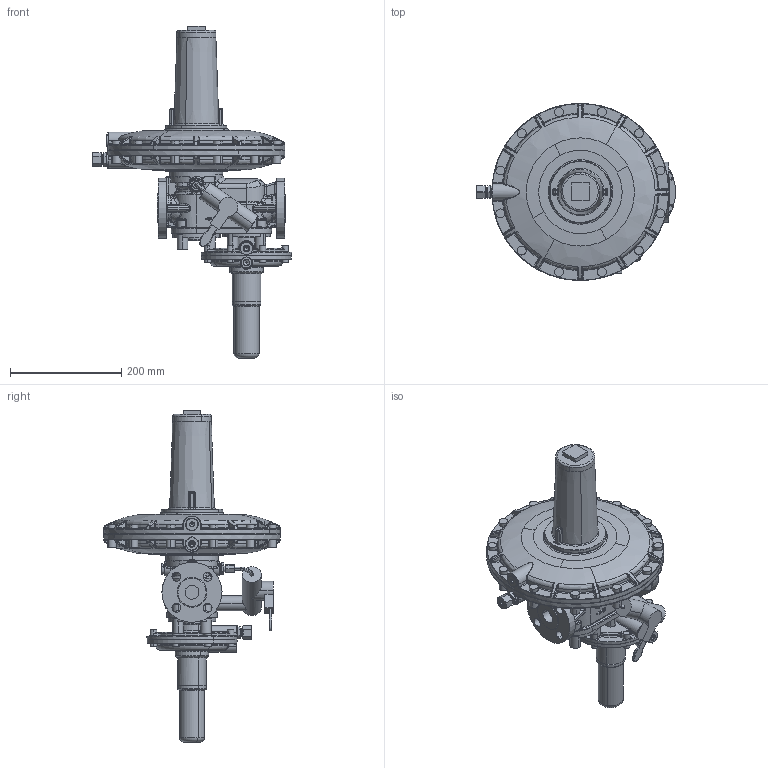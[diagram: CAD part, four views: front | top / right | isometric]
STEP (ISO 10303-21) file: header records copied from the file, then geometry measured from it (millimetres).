
FILE_DESCRIPTION(('CATIA V5 STEP Exchange'),'2;1');
FILE_NAME('RS250 DN025 330 links ANSI.stp','2023-05-05T09:27:11+00:00',('none'),('none'),'CATIA Version 5-6 Release 2018 SP2','CATIA V5 STEP AP203','none');
FILE_SCHEMA(('CONFIG_CONTROL_DESIGN'));
Products named in the file (1): Product2
Assembly tree (2 placements, depth 2):
  Product2
    #57
    #116344
Bounding box: 357.8 x 318 x 596.56 mm (x, y, z)
Volume: 8066924 mm3; surface area: 527274.9 mm2
Topology: 3 solids, 26 shells, 2743 faces, 6832 edges, 3893 vertices
Faces by surface type: cylinder 834, bspline 613, torus 541, plane 444, sphere 137, cone 116, revolution 58
Entity records: 117732 total; most frequent: CARTESIAN_POINT 65335, ORIENTED_EDGE 13076, DIRECTION 6543, EDGE_CURVE 6538, AXIS2_PLACEMENT_3D 3912, VERTEX_POINT 3893, EDGE_LOOP 2835, CIRCLE 2786
